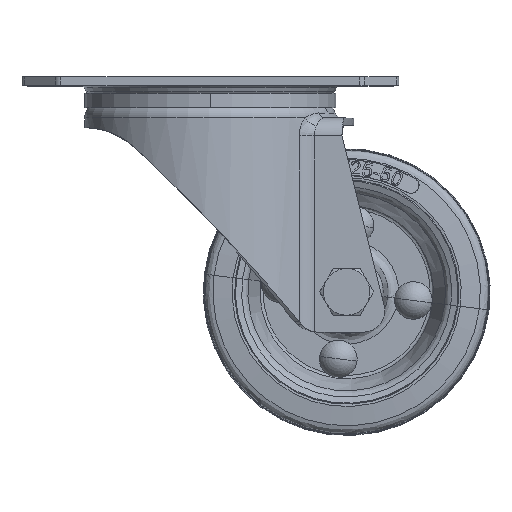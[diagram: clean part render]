
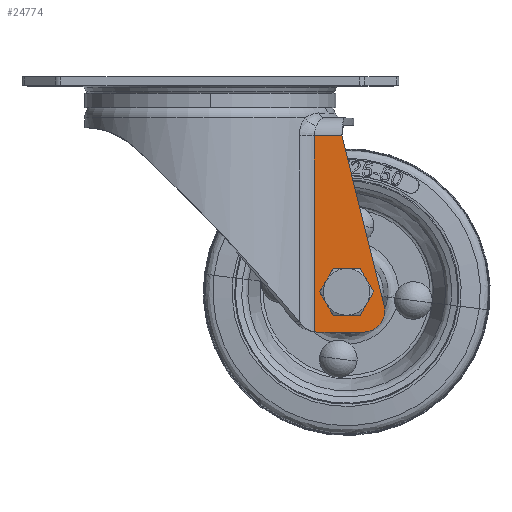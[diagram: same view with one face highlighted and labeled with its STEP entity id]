
A CAD part, top view. The second image highlights one B-rep face of the part: STEP entity #24774.
In plain terms, the highlighted planar face has unit normal (0, 0, 1).
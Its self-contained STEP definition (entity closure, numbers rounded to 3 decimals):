
#86 = DIRECTION ( 'NONE',  ( 0., 0., -1. ) ) ;
#104 = CARTESIAN_POINT ( 'NONE',  ( 31.534, -16.5, 23. ) ) ;
#983 = CIRCLE ( 'NONE', #12360, 4.1 ) ;
#1668 = DIRECTION ( 'NONE',  ( 0., 0., 1. ) ) ;
#1923 = B_SPLINE_CURVE_WITH_KNOTS ( 'NONE', 3,
 ( #16585, #25875, #23360, #17039 ),
 .UNSPECIFIED., .F., .F.,
 ( 4, 4 ),
 ( 0., 1. ),
 .UNSPECIFIED. ) ;
#2202 = EDGE_CURVE ( 'NONE', #5338, #24427, #1923, .T. ) ;
#2379 = AXIS2_PLACEMENT_3D ( 'NONE', #21976, #26001, #5547 ) ;
#2423 = ORIENTED_EDGE ( 'NONE', *, *, #11311, .F. ) ;
#3006 = DIRECTION ( 'NONE',  ( 0.242, -0.97, 0. ) ) ;
#3113 = EDGE_CURVE ( 'NONE', #17006, #24427, #5830, .T. ) ;
#3894 = DIRECTION ( 'NONE',  ( 1., 0., 0. ) ) ;
#5235 = ORIENTED_EDGE ( 'NONE', *, *, #25067, .F. ) ;
#5338 = VERTEX_POINT ( 'NONE', #13789 ) ;
#5547 = DIRECTION ( 'NONE',  ( 1., 0., 0. ) ) ;
#5830 = CIRCLE ( 'NONE', #7251, 6. ) ;
#6516 = CARTESIAN_POINT ( 'NONE',  ( 28.983, -16.5, 23. ) ) ;
#7053 = DIRECTION ( 'NONE',  ( 0., -1., 0. ) ) ;
#7236 = CARTESIAN_POINT ( 'NONE',  ( 42.597, -65.2, 23. ) ) ;
#7251 = AXIS2_PLACEMENT_3D ( 'NONE', #18077, #18233, #7053 ) ;
#7397 = DIRECTION ( 'NONE',  ( 0.97, 0.242, 0. ) ) ;
#7568 = CARTESIAN_POINT ( 'NONE',  ( 42.597, -71.2, 23. ) ) ;
#7660 = CIRCLE ( 'NONE', #24359, 4.1 ) ;
#7751 = CARTESIAN_POINT ( 'NONE',  ( 38., -60., 23. ) ) ;
#8005 = CARTESIAN_POINT ( 'NONE',  ( 48.419, -63.748, 23. ) ) ;
#9211 = CARTESIAN_POINT ( 'NONE',  ( 36.638, -16.5, 23. ) ) ;
#9551 = EDGE_CURVE ( 'NONE', #17006, #13162, #25620, .T. ) ;
#11277 = VECTOR ( 'NONE', #20851, 1000. ) ;
#11287 = EDGE_LOOP ( 'NONE', ( #19674, #5235 ) ) ;
#11311 = EDGE_CURVE ( 'NONE', #14072, #13162, #20993, .T. ) ;
#11919 = ORIENTED_EDGE ( 'NONE', *, *, #25850, .T. ) ;
#11932 = VERTEX_POINT ( 'NONE', #26009 ) ;
#12078 = FACE_BOUND ( 'NONE', #11287, .T. ) ;
#12152 = VERTEX_POINT ( 'NONE', #25300 ) ;
#12360 = AXIS2_PLACEMENT_3D ( 'NONE', #7751, #19415, #23754 ) ;
#12374 = LINE ( 'NONE', #18829, #20067 ) ;
#12432 = EDGE_CURVE ( 'NONE', #26639, #14072, #12374, .T. ) ;
#12626 = ORIENTED_EDGE ( 'NONE', *, *, #12432, .F. ) ;
#13086 = CARTESIAN_POINT ( 'NONE',  ( 36.638, -16.5, 23. ) ) ;
#13162 = VERTEX_POINT ( 'NONE', #7568 ) ;
#13789 = CARTESIAN_POINT ( 'NONE',  ( 28.983, -16.5, 23. ) ) ;
#14072 = VERTEX_POINT ( 'NONE', #8005 ) ;
#15704 = AXIS2_PLACEMENT_3D ( 'NONE', #7236, #86, #7397 ) ;
#16585 = CARTESIAN_POINT ( 'NONE',  ( 28.983, -16.5, 23. ) ) ;
#17006 = VERTEX_POINT ( 'NONE', #17940 ) ;
#17039 = CARTESIAN_POINT ( 'NONE',  ( 28.983, -71.113, 23. ) ) ;
#17940 = CARTESIAN_POINT ( 'NONE',  ( 30., -71.2, 23. ) ) ;
#17970 = EDGE_CURVE ( 'NONE', #11932, #12152, #7660, .T. ) ;
#18077 = CARTESIAN_POINT ( 'NONE',  ( 30., -65.2, 23. ) ) ;
#18233 = DIRECTION ( 'NONE',  ( 0., 0., -1. ) ) ;
#18829 = CARTESIAN_POINT ( 'NONE',  ( 36.638, -16.5, 23. ) ) ;
#19415 = DIRECTION ( 'NONE',  ( 0., 0., 1. ) ) ;
#19509 = CARTESIAN_POINT ( 'NONE',  ( 28.983, -71.113, 23. ) ) ;
#19674 = ORIENTED_EDGE ( 'NONE', *, *, #17970, .F. ) ;
#20067 = VECTOR ( 'NONE', #3006, 1000. ) ;
#20402 = CARTESIAN_POINT ( 'NONE',  ( 34.086, -16.5, 23. ) ) ;
#20851 = DIRECTION ( 'NONE',  ( 1., 0., 0. ) ) ;
#20990 = CARTESIAN_POINT ( 'NONE',  ( 30., -71.2, 23. ) ) ;
#20993 = CIRCLE ( 'NONE', #15704, 6. ) ;
#20996 = EDGE_LOOP ( 'NONE', ( #28416, #2423, #12626, #11919, #22187, #24171 ) ) ;
#21239 = FACE_OUTER_BOUND ( 'NONE', #20996, .T. ) ;
#21504 = B_SPLINE_CURVE_WITH_KNOTS ( 'NONE', 3,
 ( #9211, #20402, #104, #6516 ),
 .UNSPECIFIED., .F., .F.,
 ( 4, 4 ),
 ( 0., 1. ),
 .UNSPECIFIED. ) ;
#21976 = CARTESIAN_POINT ( 'NONE',  ( 114., -11.5, 23. ) ) ;
#22187 = ORIENTED_EDGE ( 'NONE', *, *, #2202, .T. ) ;
#23360 = CARTESIAN_POINT ( 'NONE',  ( 28.983, -52.909, 23. ) ) ;
#23754 = DIRECTION ( 'NONE',  ( -1., 0., 0. ) ) ;
#24171 = ORIENTED_EDGE ( 'NONE', *, *, #3113, .F. ) ;
#24359 = AXIS2_PLACEMENT_3D ( 'NONE', #26445, #1668, #3894 ) ;
#24427 = VERTEX_POINT ( 'NONE', #19509 ) ;
#24774 = ADVANCED_FACE ( 'NONE', ( #12078, #21239 ), #28210, .T. ) ;
#25067 = EDGE_CURVE ( 'NONE', #12152, #11932, #983, .T. ) ;
#25300 = CARTESIAN_POINT ( 'NONE',  ( 33.9, -60., 23. ) ) ;
#25620 = LINE ( 'NONE', #20990, #11277 ) ;
#25850 = EDGE_CURVE ( 'NONE', #26639, #5338, #21504, .T. ) ;
#25875 = CARTESIAN_POINT ( 'NONE',  ( 28.983, -34.704, 23. ) ) ;
#26001 = DIRECTION ( 'NONE',  ( 0., 0., 1. ) ) ;
#26009 = CARTESIAN_POINT ( 'NONE',  ( 42.1, -60., 23. ) ) ;
#26445 = CARTESIAN_POINT ( 'NONE',  ( 38., -60., 23. ) ) ;
#26639 = VERTEX_POINT ( 'NONE', #13086 ) ;
#28210 = PLANE ( 'NONE',  #2379 ) ;
#28416 = ORIENTED_EDGE ( 'NONE', *, *, #9551, .T. ) ;
